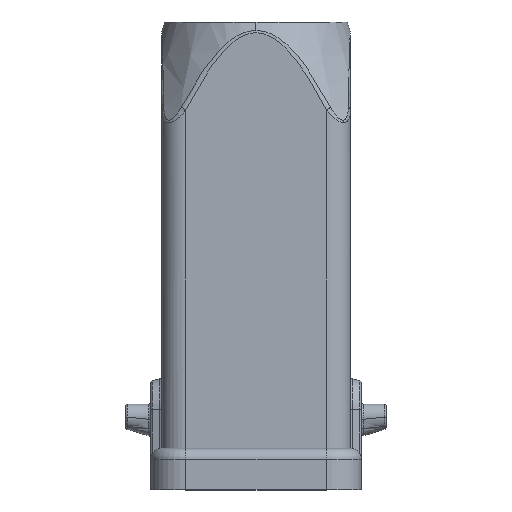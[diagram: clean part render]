
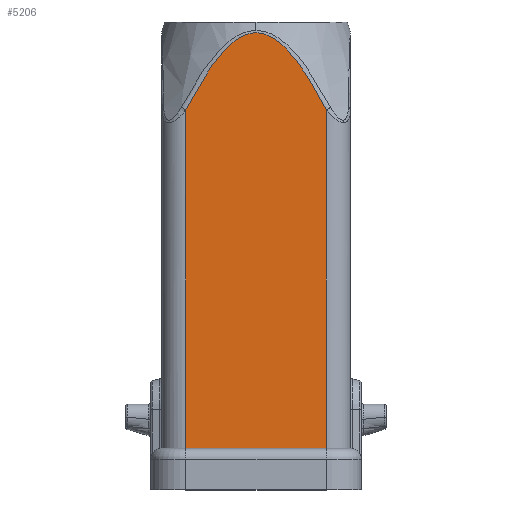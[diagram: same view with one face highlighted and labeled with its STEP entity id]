
A CAD part, top view. The second image highlights one B-rep face of the part: STEP entity #5206.
In plain terms, the highlighted planar face has unit normal (0, 0, 1).
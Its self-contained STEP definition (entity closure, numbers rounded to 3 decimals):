
#397=DIRECTION('',(-1.,0.,0.));
#398=VECTOR('',#397,18.);
#399=CARTESIAN_POINT('',(9.,5.3,12.1));
#400=LINE('',#399,#398);
#806=CARTESIAN_POINT('',(9.,48.753,12.1));
#812=CARTESIAN_POINT('',(-9.,48.753,12.1));
#813=CARTESIAN_POINT('',(-8.512,49.703,12.1));
#814=CARTESIAN_POINT('',(-7.458,51.658,12.1));
#815=CARTESIAN_POINT('',(-6.01,53.978,12.1));
#816=CARTESIAN_POINT('',(-4.723,55.663,12.1));
#817=CARTESIAN_POINT('',(-3.803,56.683,12.1));
#818=CARTESIAN_POINT('',(-2.896,57.493,12.1));
#819=CARTESIAN_POINT('',(-2.002,58.088,12.1));
#820=CARTESIAN_POINT('',(-1.135,58.461,12.1));
#821=CARTESIAN_POINT('',(-0.295,58.625,12.1));
#822=CARTESIAN_POINT('',(0.529,58.599,12.1));
#823=CARTESIAN_POINT('',(1.371,58.379,12.1));
#824=CARTESIAN_POINT('',(2.238,57.951,12.1));
#825=CARTESIAN_POINT('',(3.128,57.305,12.1));
#826=CARTESIAN_POINT('',(4.031,56.448,12.1));
#827=CARTESIAN_POINT('',(5.281,54.999,12.1));
#828=CARTESIAN_POINT('',(7.019,52.455,12.1));
#829=CARTESIAN_POINT('',(8.278,50.158,12.1));
#830=CARTESIAN_POINT('',(9.,48.753,12.1));
#918=DIRECTION('',(0.,-1.,0.));
#919=VECTOR('',#918,43.453);
#920=CARTESIAN_POINT('',(9.,48.753,12.1));
#921=LINE('',#920,#919);
#930=DIRECTION('',(0.,1.,0.));
#931=VECTOR('',#930,43.453);
#932=CARTESIAN_POINT('',(-9.,5.3,12.1));
#933=LINE('',#932,#931);
#3039=VERTEX_POINT('',#806);
#3049=CARTESIAN_POINT('',(9.,5.3,12.1));
#3050=CARTESIAN_POINT('',(-9.,5.3,12.1));
#3051=VERTEX_POINT('',#3049);
#3052=VERTEX_POINT('',#3050);
#3061=VERTEX_POINT('',#812);
#5194=CARTESIAN_POINT('',(-9.,5.3,12.1));
#5195=DIRECTION('',(0.,0.,1.));
#5196=DIRECTION('',(1.,0.,0.));
#5197=AXIS2_PLACEMENT_3D('',#5194,#5195,#5196);
#5198=PLANE('',#5197);
#5200=ORIENTED_EDGE('',*,*,#5199,.T.);
#5201=ORIENTED_EDGE('',*,*,#5110,.T.);
#5202=ORIENTED_EDGE('',*,*,#5184,.T.);
#5203=ORIENTED_EDGE('',*,*,#4352,.T.);
#5204=EDGE_LOOP('',(#5200,#5201,#5202,#5203));
#5205=FACE_OUTER_BOUND('',#5204,.F.);
#5206=ADVANCED_FACE('',(#5205),#5198,.T.);
#831=B_SPLINE_CURVE_WITH_KNOTS('',3,(#812,#813,#814,#815,#816,#817,#818,#819,
#820,#821,#822,#823,#824,#825,#826,#827,#828,#829,#830),.UNSPECIFIED.,.F.,.F.,
(4,1,1,1,1,1,1,1,1,1,1,1,1,1,1,1,4),(0.,0.115,0.238,
0.294,0.343,0.387,0.425,
0.459,0.49,0.519,0.55,
0.584,0.624,0.669,0.719,
0.83,1.),.UNSPECIFIED.);
#4352=EDGE_CURVE('',#3051,#3052,#400,.T.);
#5110=EDGE_CURVE('',#3061,#3039,#831,.T.);
#5184=EDGE_CURVE('',#3039,#3051,#921,.T.);
#5199=EDGE_CURVE('',#3052,#3061,#933,.T.);
